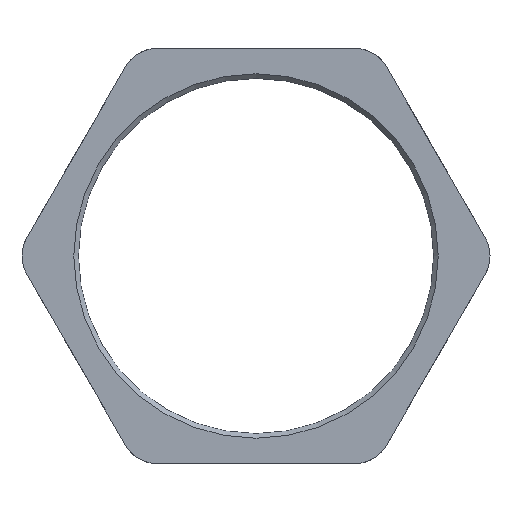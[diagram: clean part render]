
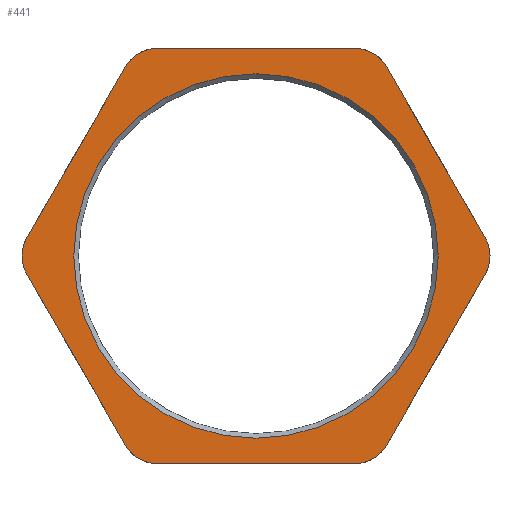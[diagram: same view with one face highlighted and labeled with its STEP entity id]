
A CAD part, front view. The second image highlights one B-rep face of the part: STEP entity #441.
In plain terms, the highlighted planar face has unit normal (0, -1, 0).
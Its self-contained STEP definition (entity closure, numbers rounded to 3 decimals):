
#14=FACE_BOUND('',#87,.T.);
#21=PLANE('',#502);
#63=FACE_OUTER_BOUND('',#86,.T.);
#86=EDGE_LOOP('',(#355,#356,#357,#358,#359,#360,#361,#362,#363,#364,#365,
#366));
#87=EDGE_LOOP('',(#367));
#100=LINE('',#645,#127);
#107=LINE('',#684,#134);
#111=LINE('',#719,#138);
#115=LINE('',#750,#142);
#119=LINE('',#781,#146);
#122=LINE('',#809,#149);
#127=VECTOR('',#521,10.);
#134=VECTOR('',#534,10.);
#138=VECTOR('',#548,10.);
#142=VECTOR('',#562,10.);
#146=VECTOR('',#576,10.);
#149=VECTOR('',#603,10.);
#152=CIRCLE('',#469,4.);
#154=CIRCLE('',#474,4.);
#156=CIRCLE('',#479,4.);
#158=CIRCLE('',#484,4.);
#160=CIRCLE('',#489,4.);
#162=CIRCLE('',#494,4.);
#164=CIRCLE('',#498,19.75);
#168=VERTEX_POINT('',#616);
#169=VERTEX_POINT('',#617);
#174=VERTEX_POINT('',#644);
#177=VERTEX_POINT('',#654);
#178=VERTEX_POINT('',#655);
#184=VERTEX_POINT('',#682);
#186=VERTEX_POINT('',#692);
#191=VERTEX_POINT('',#717);
#192=VERTEX_POINT('',#723);
#197=VERTEX_POINT('',#748);
#198=VERTEX_POINT('',#754);
#203=VERTEX_POINT('',#779);
#204=VERTEX_POINT('',#799);
#208=EDGE_CURVE('',#168,#169,#152,.T.);
#215=EDGE_CURVE('',#174,#169,#100,.T.);
#219=EDGE_CURVE('',#177,#178,#154,.T.);
#227=EDGE_CURVE('',#177,#184,#107,.T.);
#230=EDGE_CURVE('',#186,#184,#156,.T.);
#237=EDGE_CURVE('',#186,#191,#111,.T.);
#239=EDGE_CURVE('',#192,#191,#158,.T.);
#246=EDGE_CURVE('',#192,#197,#115,.T.);
#248=EDGE_CURVE('',#198,#197,#160,.T.);
#255=EDGE_CURVE('',#198,#203,#119,.T.);
#257=EDGE_CURVE('',#174,#203,#162,.T.);
#260=EDGE_CURVE('',#204,#204,#164,.T.);
#265=EDGE_CURVE('',#168,#178,#122,.T.);
#355=ORIENTED_EDGE('',*,*,#208,.F.);
#356=ORIENTED_EDGE('',*,*,#265,.T.);
#357=ORIENTED_EDGE('',*,*,#219,.F.);
#358=ORIENTED_EDGE('',*,*,#227,.T.);
#359=ORIENTED_EDGE('',*,*,#230,.F.);
#360=ORIENTED_EDGE('',*,*,#237,.T.);
#361=ORIENTED_EDGE('',*,*,#239,.F.);
#362=ORIENTED_EDGE('',*,*,#246,.T.);
#363=ORIENTED_EDGE('',*,*,#248,.F.);
#364=ORIENTED_EDGE('',*,*,#255,.T.);
#365=ORIENTED_EDGE('',*,*,#257,.F.);
#366=ORIENTED_EDGE('',*,*,#215,.T.);
#367=ORIENTED_EDGE('',*,*,#260,.F.);
#441=ADVANCED_FACE('',(#63,#14),#21,.T.);
#469=AXIS2_PLACEMENT_3D('',#618,#511,#512);
#474=AXIS2_PLACEMENT_3D('',#656,#526,#527);
#479=AXIS2_PLACEMENT_3D('',#693,#541,#542);
#484=AXIS2_PLACEMENT_3D('',#724,#555,#556);
#489=AXIS2_PLACEMENT_3D('',#755,#569,#570);
#494=AXIS2_PLACEMENT_3D('',#785,#583,#584);
#498=AXIS2_PLACEMENT_3D('',#800,#591,#592);
#502=AXIS2_PLACEMENT_3D('',#808,#601,#602);
#511=DIRECTION('center_axis',(0.,1.,0.));
#512=DIRECTION('ref_axis',(-1.,0.,0.));
#521=DIRECTION('',(-0.5,0.,-0.866));
#526=DIRECTION('center_axis',(0.,1.,0.));
#527=DIRECTION('ref_axis',(-0.5,0.,-0.866));
#534=DIRECTION('',(1.,0.,0.));
#541=DIRECTION('center_axis',(0.,1.,0.));
#542=DIRECTION('ref_axis',(0.5,0.,-0.866));
#548=DIRECTION('',(0.5,0.,0.866));
#555=DIRECTION('center_axis',(0.,1.,0.));
#556=DIRECTION('ref_axis',(1.,0.,0.));
#562=DIRECTION('',(-0.5,0.,0.866));
#569=DIRECTION('center_axis',(0.,1.,0.));
#570=DIRECTION('ref_axis',(0.5,0.,0.866));
#576=DIRECTION('',(-1.,0.,0.));
#583=DIRECTION('center_axis',(0.,1.,0.));
#584=DIRECTION('ref_axis',(-0.5,0.,0.866));
#591=DIRECTION('center_axis',(0.,-1.,0.));
#592=DIRECTION('ref_axis',(1.,0.,0.));
#601=DIRECTION('center_axis',(0.,-1.,0.));
#602=DIRECTION('ref_axis',(0.,0.,-1.));
#603=DIRECTION('',(0.5,0.,-0.866));
#616=CARTESIAN_POINT('',(-24.826,-5.,-2.));
#617=CARTESIAN_POINT('',(-24.826,-5.,2.));
#618=CARTESIAN_POINT('Origin',(-21.362,-5.,0.));
#644=CARTESIAN_POINT('',(-14.145,-5.,20.5));
#645=CARTESIAN_POINT('',(-12.99,-5.,22.5));
#654=CARTESIAN_POINT('',(-10.681,-5.,-22.5));
#655=CARTESIAN_POINT('',(-14.145,-5.,-20.5));
#656=CARTESIAN_POINT('Origin',(-10.681,-5.,-18.5));
#682=CARTESIAN_POINT('',(10.681,-5.,-22.5));
#684=CARTESIAN_POINT('',(-12.99,-5.,-22.5));
#692=CARTESIAN_POINT('',(14.145,-5.,-20.5));
#693=CARTESIAN_POINT('Origin',(10.681,-5.,-18.5));
#717=CARTESIAN_POINT('',(24.826,-5.,-2.));
#719=CARTESIAN_POINT('',(12.99,-5.,-22.5));
#723=CARTESIAN_POINT('',(24.826,-5.,2.));
#724=CARTESIAN_POINT('Origin',(21.362,-5.,0.));
#748=CARTESIAN_POINT('',(14.145,-5.,20.5));
#750=CARTESIAN_POINT('',(25.981,-5.,0.));
#754=CARTESIAN_POINT('',(10.681,-5.,22.5));
#755=CARTESIAN_POINT('Origin',(10.681,-5.,18.5));
#779=CARTESIAN_POINT('',(-10.681,-5.,22.5));
#781=CARTESIAN_POINT('',(12.99,-5.,22.5));
#785=CARTESIAN_POINT('Origin',(-10.681,-5.,18.5));
#799=CARTESIAN_POINT('',(-19.75,-5.,0.));
#800=CARTESIAN_POINT('Origin',(0.,-5.,0.));
#808=CARTESIAN_POINT('Origin',(0.,-5.,0.));
#809=CARTESIAN_POINT('',(-25.981,-5.,0.));
